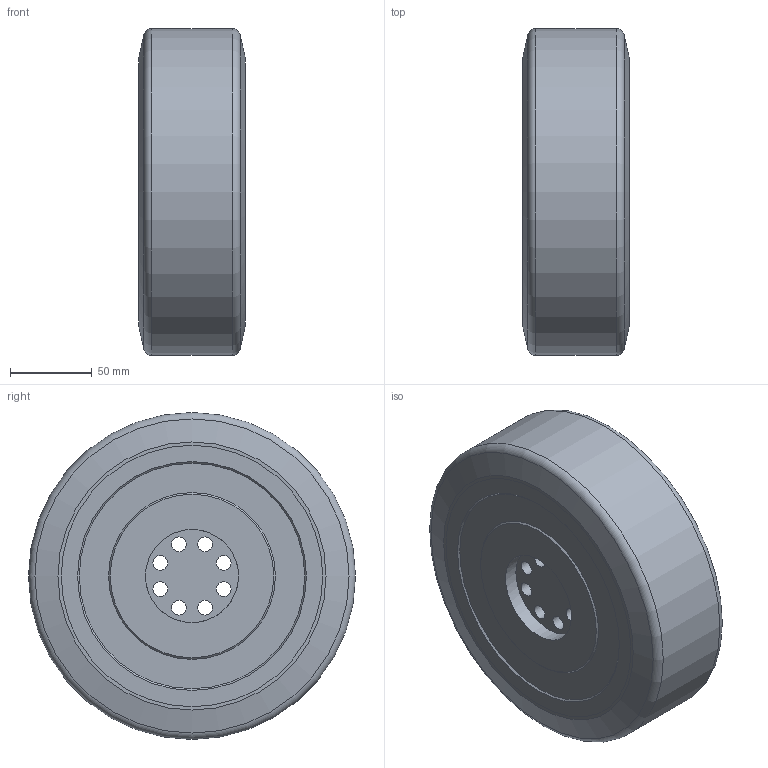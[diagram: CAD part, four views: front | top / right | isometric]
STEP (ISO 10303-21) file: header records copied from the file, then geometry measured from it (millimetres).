
FILE_DESCRIPTION(/* description */ (''),/* implementation_level */ '2;1');
FILE_NAME(/* name */ 'CH68370G.stp',/* time_stamp */ '2023-08-23T11:01:24+09:00',/* author */ ('ta12347939'),/* organization */ (''),/* preprocessor_version */ 'ST-DEVELOPER v18.1',/* originating_system */ 'Autodesk Inventor 2021',/* authorisation */ '');
FILE_SCHEMA (('AUTOMOTIVE_DESIGN { 1 0 10303 214 3 1 1 }'));
Length unit declared in the file: millimetre
Products named in the file (1): ECO M wheel
Bounding box: 65 x 200 x 200 mm (x, y, z)
Volume: 1119823.7 mm3; surface area: 191402.7 mm2
Topology: 2 solids, 2 shells, 41 faces, 128 edges, 97 vertices
Faces by surface type: cylinder 15, cone 10, plane 10, torus 6
Full cylindrical faces by diameter (mm): 9 x8, 25 x1, 57 x1, 65 x1, 147 x1, 164 x2, 200 x1
Entity records: 1633 total; most frequent: DIRECTION 315, CARTESIAN_POINT 267, ORIENTED_EDGE 256, AXIS2_PLACEMENT_3D 145, EDGE_CURVE 128, CIRCLE 103, VERTEX_POINT 97, EDGE_LOOP 65
